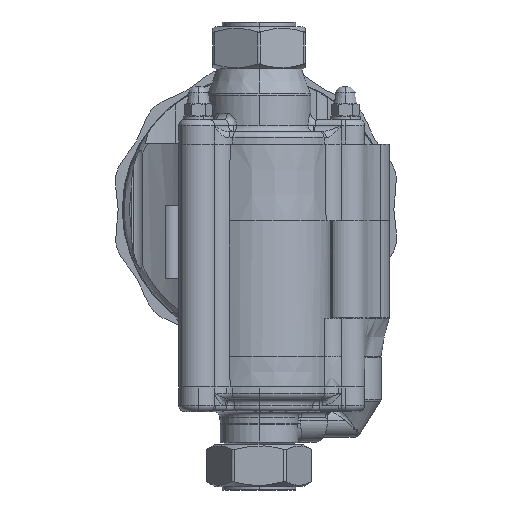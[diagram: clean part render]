
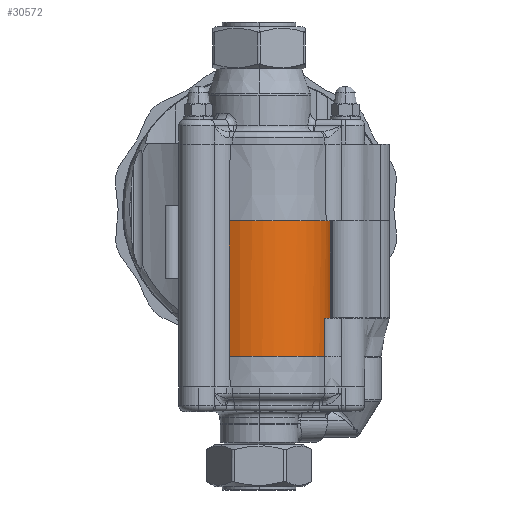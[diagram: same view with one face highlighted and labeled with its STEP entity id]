
A CAD part, front view. The second image highlights one B-rep face of the part: STEP entity #30572.
In plain terms, the highlighted cylindrical face has radius 23.2 mm (diameter 46.4 mm), a partial arc.
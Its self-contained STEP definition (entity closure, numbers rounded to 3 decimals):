
#2376 = EDGE_CURVE ( 'NONE', #72473, #71260, #51910, .T. ) ;
#2849 = CARTESIAN_POINT ( 'NONE',  ( 0., 0., -26.1 ) ) ;
#3296 = DIRECTION ( 'NONE',  ( 0., 0., 1. ) ) ;
#7793 = CARTESIAN_POINT ( 'NONE',  ( 0., 0., 0. ) ) ;
#10041 = CIRCLE ( 'NONE', #66718, 23.2 ) ;
#10756 = EDGE_CURVE ( 'NONE', #52762, #67646, #25657, .T. ) ;
#12210 = CARTESIAN_POINT ( 'NONE',  ( 0., 0., 5.5 ) ) ;
#12436 = CARTESIAN_POINT ( 'NONE',  ( 21.325, -9.138, 0. ) ) ;
#16300 = EDGE_CURVE ( 'NONE', #25561, #22313, #46829, .T. ) ;
#19200 = AXIS2_PLACEMENT_3D ( 'NONE', #12210, #47693, #24935 ) ;
#20943 = DIRECTION ( 'NONE',  ( 1., 0., 0. ) ) ;
#21994 = AXIS2_PLACEMENT_3D ( 'NONE', #2849, #50221, #20943 ) ;
#22313 = VERTEX_POINT ( 'NONE', #60230 ) ;
#23603 = EDGE_LOOP ( 'NONE', ( #54899, #73001, #33931, #24421, #73616, #23933, #48641 ) ) ;
#23933 = ORIENTED_EDGE ( 'NONE', *, *, #57369, .T. ) ;
#24421 = ORIENTED_EDGE ( 'NONE', *, *, #75345, .F. ) ;
#24918 = EDGE_CURVE ( 'NONE', #52762, #71260, #39189, .T. ) ;
#24935 = DIRECTION ( 'NONE',  ( 1., 0., 0. ) ) ;
#25561 = VERTEX_POINT ( 'NONE', #73225 ) ;
#25657 = CIRCLE ( 'NONE', #21994, 23.2 ) ;
#28520 = AXIS2_PLACEMENT_3D ( 'NONE', #52780, #58930, #58182 ) ;
#30572 = ADVANCED_FACE ( 'NONE', ( #73298 ), #38236, .T. ) ;
#33931 = ORIENTED_EDGE ( 'NONE', *, *, #2376, .F. ) ;
#34517 = DIRECTION ( 'NONE',  ( 0., 0., -1. ) ) ;
#38236 = CYLINDRICAL_SURFACE ( 'NONE', #59005, 23.2 ) ;
#39189 = LINE ( 'NONE', #62702, #73957 ) ;
#43629 = DIRECTION ( 'NONE',  ( 0., 0., 1. ) ) ;
#44772 = CARTESIAN_POINT ( 'NONE',  ( 21.325, -9.138, -26.1 ) ) ;
#45286 = VERTEX_POINT ( 'NONE', #56190 ) ;
#46829 = LINE ( 'NONE', #52239, #69173 ) ;
#47541 = LINE ( 'NONE', #12436, #49916 ) ;
#47693 = DIRECTION ( 'NONE',  ( 0., 0., 1. ) ) ;
#48641 = ORIENTED_EDGE ( 'NONE', *, *, #63409, .T. ) ;
#49156 = DIRECTION ( 'NONE',  ( 1., 0., 0. ) ) ;
#49916 = VECTOR ( 'NONE', #59472, 1000. ) ;
#49928 = CARTESIAN_POINT ( 'NONE',  ( 0., 0., -38.5 ) ) ;
#50158 = DIRECTION ( 'NONE',  ( 1., 0., 0. ) ) ;
#50221 = DIRECTION ( 'NONE',  ( 0., 0., -1. ) ) ;
#51910 = CIRCLE ( 'NONE', #28520, 23.2 ) ;
#52239 = CARTESIAN_POINT ( 'NONE',  ( -9.755, -21.049, -16.5 ) ) ;
#52762 = VERTEX_POINT ( 'NONE', #67429 ) ;
#52780 = CARTESIAN_POINT ( 'NONE',  ( 0., 0., 5.5 ) ) ;
#54899 = ORIENTED_EDGE ( 'NONE', *, *, #10756, .F. ) ;
#56190 = CARTESIAN_POINT ( 'NONE',  ( 21.325, -9.138, -38.5 ) ) ;
#57369 = EDGE_CURVE ( 'NONE', #22313, #45286, #10041, .T. ) ;
#58182 = DIRECTION ( 'NONE',  ( 1., 0., 0. ) ) ;
#58930 = DIRECTION ( 'NONE',  ( 0., 0., 1. ) ) ;
#59005 = AXIS2_PLACEMENT_3D ( 'NONE', #7793, #43629, #50158 ) ;
#59472 = DIRECTION ( 'NONE',  ( 0., 0., 1. ) ) ;
#60230 = CARTESIAN_POINT ( 'NONE',  ( -9.755, -21.049, -38.5 ) ) ;
#62702 = CARTESIAN_POINT ( 'NONE',  ( 23.2, 0., 0. ) ) ;
#63409 = EDGE_CURVE ( 'NONE', #45286, #67646, #47541, .T. ) ;
#63934 = CARTESIAN_POINT ( 'NONE',  ( 23.2, 0., 5.5 ) ) ;
#66718 = AXIS2_PLACEMENT_3D ( 'NONE', #49928, #3296, #49156 ) ;
#67429 = CARTESIAN_POINT ( 'NONE',  ( 23.2, 0., -26.1 ) ) ;
#67646 = VERTEX_POINT ( 'NONE', #44772 ) ;
#69173 = VECTOR ( 'NONE', #34517, 1000. ) ;
#70904 = CIRCLE ( 'NONE', #19200, 23.2 ) ;
#71260 = VERTEX_POINT ( 'NONE', #63934 ) ;
#72473 = VERTEX_POINT ( 'NONE', #75514 ) ;
#73001 = ORIENTED_EDGE ( 'NONE', *, *, #24918, .T. ) ;
#73225 = CARTESIAN_POINT ( 'NONE',  ( -9.755, -21.049, 5.5 ) ) ;
#73298 = FACE_OUTER_BOUND ( 'NONE', #23603, .T. ) ;
#73616 = ORIENTED_EDGE ( 'NONE', *, *, #16300, .T. ) ;
#73861 = DIRECTION ( 'NONE',  ( 0., 0., 1. ) ) ;
#73957 = VECTOR ( 'NONE', #73861, 1000. ) ;
#75345 = EDGE_CURVE ( 'NONE', #25561, #72473, #70904, .T. ) ;
#75514 = CARTESIAN_POINT ( 'NONE',  ( 21.782, -7.986, 5.5 ) ) ;
